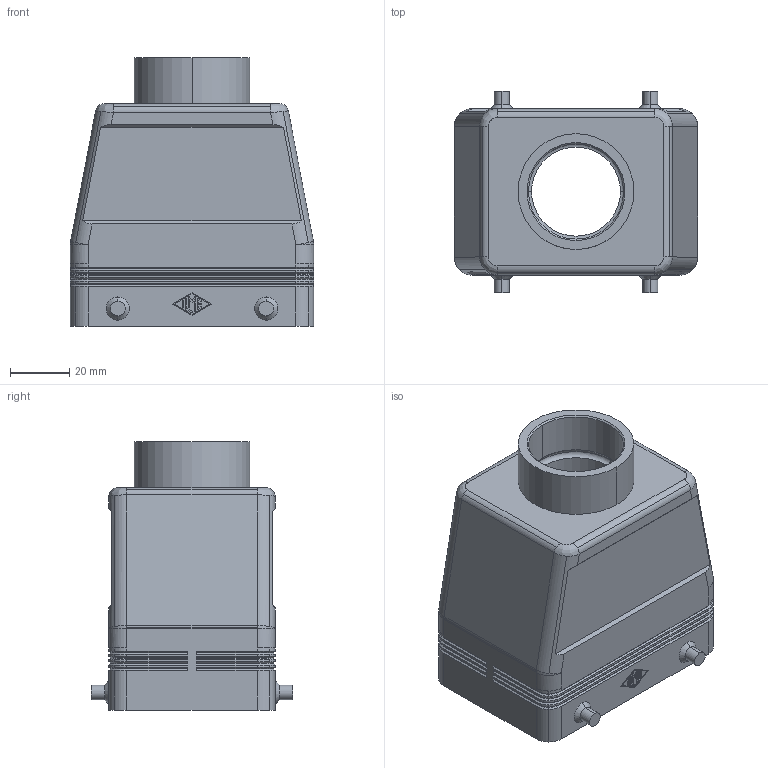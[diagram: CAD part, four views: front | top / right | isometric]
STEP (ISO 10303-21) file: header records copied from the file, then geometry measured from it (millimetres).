
FILE_DESCRIPTION(('Creo Elements/Direct Modeling STEP Export'),'2;1');
FILE_NAME('0ln7uvk49anuaiu4132','2017-02-21T15:57:20',(''),(''),'PTC Creo Elements/Direct Modeling STEP processor for AP214 (Solid Model)','PTC Creo Elements/Direct Modeling 19.0E 27-Jun-2016 (C) Parametric Technology GmbH','');
FILE_SCHEMA(('AUTOMOTIVE_DESIGN { 1 0 10303 214 1 1 1 1 }'));
Length unit declared in the file: millimetre
Products named in the file (1): MAVE_50.32
Bounding box: 82 x 68 x 90.5 mm (x, y, z)
Volume: 88358.8 mm3; surface area: 50313 mm2
Topology: 1 solids, 1 shells, 457 faces, 1072 edges, 647 vertices
Faces by surface type: plane 207, cylinder 164, cone 74, torus 4, sphere 4, bspline 4
Entity records: 17233 total; most frequent: CARTESIAN_POINT 2821, DIRECTION 2377, ORIENTED_EDGE 2144, EDGE_CURVE 1072, AXIS2_PLACEMENT_3D 851, VECTOR 675, LINE 675, VERTEX_POINT 647
